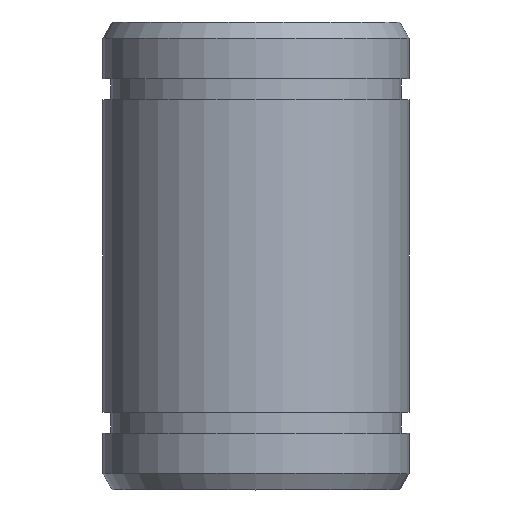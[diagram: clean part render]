
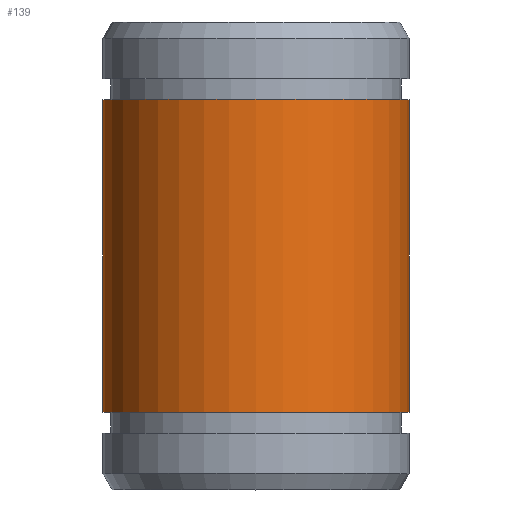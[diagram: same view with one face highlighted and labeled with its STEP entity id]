
A CAD part, top view. The second image highlights one B-rep face of the part: STEP entity #139.
In plain terms, the highlighted cylindrical face has radius 9.5 mm (diameter 19 mm), a partial arc.
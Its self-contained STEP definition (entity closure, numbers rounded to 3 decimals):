
#139=ADVANCED_FACE('',(#370),#371,.T.);
#370=FACE_OUTER_BOUND('',#696,.T.);
#371=CYLINDRICAL_SURFACE('',#697,9.5);
#696=EDGE_LOOP('',(#1041,#1042,#1043,#1044));
#697=AXIS2_PLACEMENT_3D('',#1045,#1046,#1047);
#1041=ORIENTED_EDGE('',*,*,#2021,.F.);
#1042=ORIENTED_EDGE('',*,*,#2022,.T.);
#1043=ORIENTED_EDGE('',*,*,#2023,.F.);
#1044=ORIENTED_EDGE('',*,*,#2024,.T.);
#1045=CARTESIAN_POINT('',(0.0,0.0,0.0));
#1046=DIRECTION('',(0.0,-1.0,0.0));
#1047=DIRECTION('',(1.0,0.0,0.0));
#2021=EDGE_CURVE('',#2432,#2433,#2434,.T.);
#2022=EDGE_CURVE('',#2432,#2435,#2436,.T.);
#2023=EDGE_CURVE('',#2437,#2435,#2438,.T.);
#2024=EDGE_CURVE('',#2437,#2433,#2439,.T.);
#2432=VERTEX_POINT('',#3029);
#2433=VERTEX_POINT('',#3030);
#2434=LINE('',#3031,#3032);
#2435=VERTEX_POINT('',#3033);
#2436=CIRCLE('',#3034,9.5);
#2437=VERTEX_POINT('',#3035);
#2438=LINE('',#3036,#3037);
#2439=CIRCLE('',#3038,9.5);
#3029=CARTESIAN_POINT('',(9.5,9.7,0.));
#3030=CARTESIAN_POINT('',(9.5,-9.7,0.));
#3031=CARTESIAN_POINT('',(9.5,0.0,0.));
#3032=VECTOR('',#3782,1.0);
#3033=CARTESIAN_POINT('',(-9.5,9.7,0.));
#3034=AXIS2_PLACEMENT_3D('',#3783,#3784,#3785);
#3035=CARTESIAN_POINT('',(-9.5,-9.7,0.));
#3036=CARTESIAN_POINT('',(-9.5,0.0,0.));
#3037=VECTOR('',#3786,1.0);
#3038=AXIS2_PLACEMENT_3D('',#3787,#3788,#3789);
#3782=DIRECTION('',(0.0,-1.0,0.0));
#3783=CARTESIAN_POINT('',(0.0,9.7,0.0));
#3784=DIRECTION('',(0.0,-1.0,0.0));
#3785=DIRECTION('',(1.0,0.0,0.0));
#3786=DIRECTION('',(-0.0,1.0,-0.0));
#3787=CARTESIAN_POINT('',(0.0,-9.7,0.0));
#3788=DIRECTION('',(-0.0,1.0,0.0));
#3789=DIRECTION('',(1.0,0.0,0.0));
